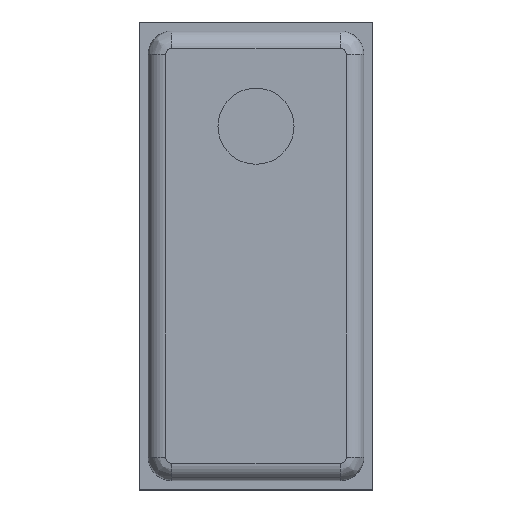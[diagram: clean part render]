
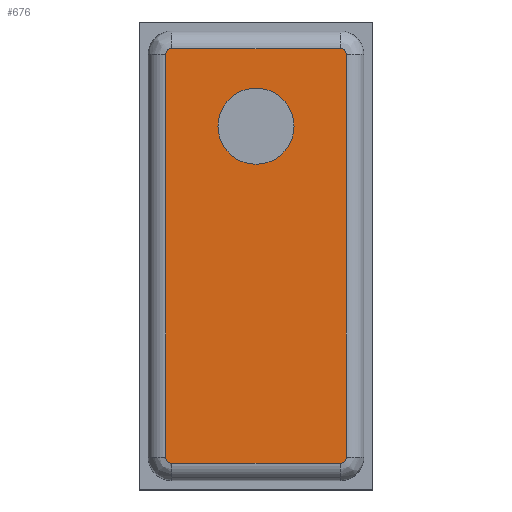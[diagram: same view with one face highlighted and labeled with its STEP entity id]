
A CAD part, top view. The second image highlights one B-rep face of the part: STEP entity #676.
In plain terms, the highlighted planar face has unit normal (0, 0, 1).
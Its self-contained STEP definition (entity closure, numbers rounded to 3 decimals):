
#14=FACE_BOUND('',#167,.T.);
#25=CIRCLE('',#705,0.325);
#49=CIRCLE('',#743,0.05);
#53=CIRCLE('',#748,0.05);
#57=CIRCLE('',#753,0.05);
#60=CIRCLE('',#757,0.05);
#123=FACE_OUTER_BOUND('',#166,.T.);
#166=EDGE_LOOP('',(#582,#583,#584,#585,#586,#587,#588,#589));
#167=EDGE_LOOP('',(#590));
#208=LINE('',#1134,#261);
#209=LINE('',#1153,#262);
#211=LINE('',#1173,#264);
#213=LINE('',#1193,#266);
#261=VECTOR('',#899,10.);
#262=VECTOR('',#910,10.);
#264=VECTOR('',#922,10.);
#266=VECTOR('',#934,10.);
#289=VERTEX_POINT('',#1010);
#314=VERTEX_POINT('',#1127);
#317=VERTEX_POINT('',#1132);
#319=VERTEX_POINT('',#1145);
#321=VERTEX_POINT('',#1151);
#323=VERTEX_POINT('',#1165);
#325=VERTEX_POINT('',#1171);
#327=VERTEX_POINT('',#1185);
#329=VERTEX_POINT('',#1191);
#352=EDGE_CURVE('',#289,#289,#25,.T.);
#396=EDGE_CURVE('',#317,#314,#208,.T.);
#398=EDGE_CURVE('',#319,#317,#49,.T.);
#401=EDGE_CURVE('',#321,#319,#209,.T.);
#404=EDGE_CURVE('',#323,#321,#53,.T.);
#407=EDGE_CURVE('',#325,#323,#211,.T.);
#410=EDGE_CURVE('',#327,#325,#57,.T.);
#413=EDGE_CURVE('',#329,#327,#213,.T.);
#415=EDGE_CURVE('',#314,#329,#60,.T.);
#582=ORIENTED_EDGE('',*,*,#396,.F.);
#583=ORIENTED_EDGE('',*,*,#398,.F.);
#584=ORIENTED_EDGE('',*,*,#401,.F.);
#585=ORIENTED_EDGE('',*,*,#404,.F.);
#586=ORIENTED_EDGE('',*,*,#407,.F.);
#587=ORIENTED_EDGE('',*,*,#410,.F.);
#588=ORIENTED_EDGE('',*,*,#413,.F.);
#589=ORIENTED_EDGE('',*,*,#415,.F.);
#590=ORIENTED_EDGE('',*,*,#352,.T.);
#636=PLANE('',#765);
#676=ADVANCED_FACE('',(#123,#14),#636,.T.);
#705=AXIS2_PLACEMENT_3D('',#1012,#804,#805);
#743=AXIS2_PLACEMENT_3D('',#1147,#902,#903);
#748=AXIS2_PLACEMENT_3D('',#1167,#914,#915);
#753=AXIS2_PLACEMENT_3D('',#1187,#926,#927);
#757=AXIS2_PLACEMENT_3D('',#1204,#936,#937);
#765=AXIS2_PLACEMENT_3D('',#1224,#959,#960);
#804=DIRECTION('center_axis',(0.,0.,-1.));
#805=DIRECTION('ref_axis',(1.,0.,0.));
#899=DIRECTION('',(1.,0.,0.));
#902=DIRECTION('center_axis',(0.,0.,-1.));
#903=DIRECTION('ref_axis',(-0.707,0.707,0.));
#910=DIRECTION('',(0.,1.,0.));
#914=DIRECTION('center_axis',(0.,0.,-1.));
#915=DIRECTION('ref_axis',(-0.707,-0.707,0.));
#922=DIRECTION('',(-1.,0.,0.));
#926=DIRECTION('center_axis',(0.,0.,-1.));
#927=DIRECTION('ref_axis',(0.707,-0.707,0.));
#934=DIRECTION('',(0.,-1.,0.));
#936=DIRECTION('center_axis',(0.,0.,-1.));
#937=DIRECTION('ref_axis',(0.707,0.707,0.));
#959=DIRECTION('center_axis',(0.,0.,1.));
#960=DIRECTION('ref_axis',(1.,0.,0.));
#1010=CARTESIAN_POINT('',(-0.325,1.108,1.1));
#1012=CARTESIAN_POINT('Origin',(0.,1.108,1.1));
#1127=CARTESIAN_POINT('',(0.722,1.772,1.1));
#1132=CARTESIAN_POINT('',(-0.722,1.772,1.1));
#1134=CARTESIAN_POINT('',(0.361,1.772,1.1));
#1145=CARTESIAN_POINT('',(-0.772,1.722,1.1));
#1147=CARTESIAN_POINT('Origin',(-0.722,1.722,1.1));
#1151=CARTESIAN_POINT('',(-0.772,-1.722,1.1));
#1153=CARTESIAN_POINT('',(-0.772,0.861,1.1));
#1165=CARTESIAN_POINT('',(-0.722,-1.772,1.1));
#1167=CARTESIAN_POINT('Origin',(-0.722,-1.722,1.1));
#1171=CARTESIAN_POINT('',(0.722,-1.772,1.1));
#1173=CARTESIAN_POINT('',(-0.361,-1.772,1.1));
#1185=CARTESIAN_POINT('',(0.772,-1.722,1.1));
#1187=CARTESIAN_POINT('Origin',(0.722,-1.722,1.1));
#1191=CARTESIAN_POINT('',(0.772,1.722,1.1));
#1193=CARTESIAN_POINT('',(0.772,-0.861,1.1));
#1204=CARTESIAN_POINT('Origin',(0.722,1.722,1.1));
#1224=CARTESIAN_POINT('Origin',(0.,0.,1.1));
